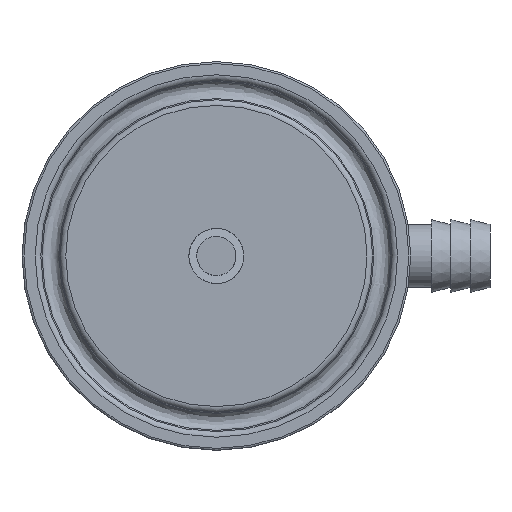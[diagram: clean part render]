
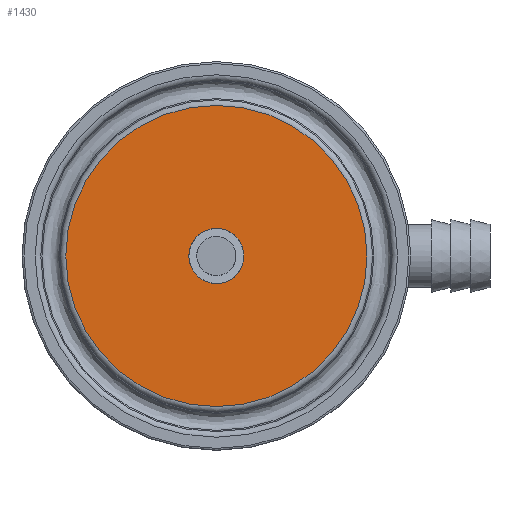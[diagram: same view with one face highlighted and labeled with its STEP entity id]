
A CAD part, front view. The second image highlights one B-rep face of the part: STEP entity #1430.
In plain terms, the highlighted planar face has unit normal (0, -1, 0).
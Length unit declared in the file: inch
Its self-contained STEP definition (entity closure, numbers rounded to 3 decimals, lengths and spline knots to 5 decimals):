
#1379=CARTESIAN_POINT('',(-0.76706,-1.0985,0.));
#1380=VERTEX_POINT('',#1379);
#1381=CARTESIAN_POINT('',(0.,-1.0985,0.));
#1382=DIRECTION('',(0.0,1.0,0.0));
#1383=DIRECTION('',(1.0,0.0,0.0));
#1384=AXIS2_PLACEMENT_3D('',#1381,#1382,#1383);
#1385=CIRCLE('',#1384,0.76706);
#1386=EDGE_CURVE('',#1380,#1380,#1385,.T.);
#1411=CARTESIAN_POINT('',(-0.44379,-1.0985,0.));
#1412=DIRECTION('',(0.0,-1.0,0.0));
#1413=DIRECTION('',(0.0,0.0,1.0));
#1414=AXIS2_PLACEMENT_3D('',#1411,#1412,#1413);
#1415=PLANE('',#1414);
#1416=ORIENTED_EDGE('',*,*,#1386,.F.);
#1417=EDGE_LOOP('',(#1416));
#1418=FACE_OUTER_BOUND('',#1417,.T.);
#1419=CARTESIAN_POINT('',(-0.1,-1.0985,0.));
#1420=VERTEX_POINT('',#1419);
#1421=CARTESIAN_POINT('',(0.,-1.0985,0.));
#1422=DIRECTION('',(0.0,-1.0,0.0));
#1423=DIRECTION('',(-1.0,0.0,0.0));
#1424=AXIS2_PLACEMENT_3D('',#1421,#1422,#1423);
#1425=CIRCLE('',#1424,0.1);
#1426=EDGE_CURVE('',#1420,#1420,#1425,.T.);
#1427=ORIENTED_EDGE('',*,*,#1426,.F.);
#1428=EDGE_LOOP('',(#1427));
#1429=FACE_BOUND('',#1428,.T.);
#1430=ADVANCED_FACE('',(#1418,#1429),#1415,.T.);
